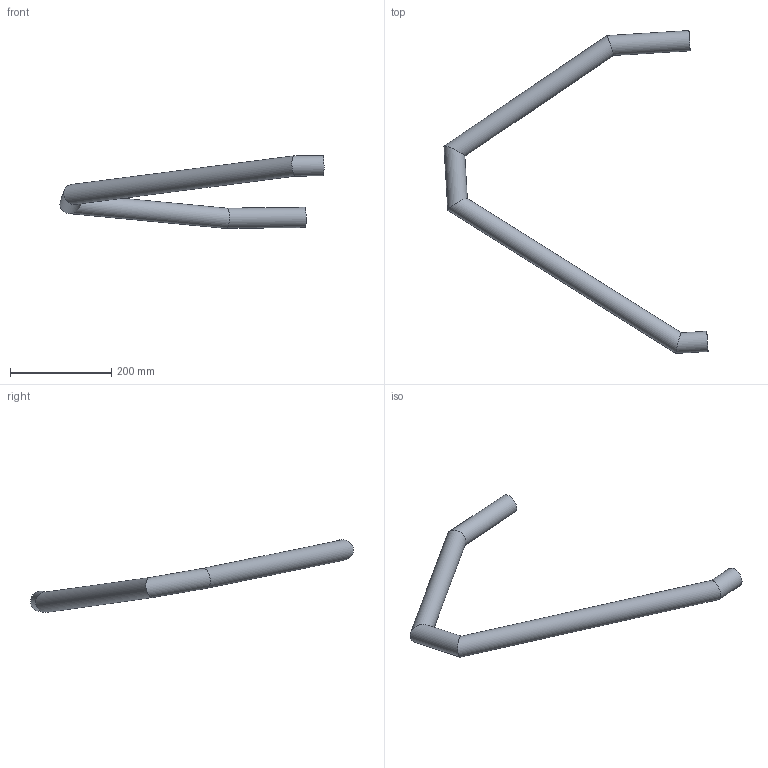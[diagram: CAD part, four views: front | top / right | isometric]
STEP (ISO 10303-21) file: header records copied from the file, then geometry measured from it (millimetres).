
FILE_DESCRIPTION(('Open CASCADE Model'),'2;1');
FILE_NAME('Open CASCADE Shape Model','2018-03-26T11:13:39',('Author'),( 'Open CASCADE'),'Open CASCADE STEP processor 6.9','Open CASCADE 6.9' ,'Unknown');
FILE_SCHEMA(('AUTOMOTIVE_DESIGN { 1 0 10303 214 1 1 1 1 }'));
Length unit declared in the file: millimetre
Products named in the file (1): Open CASCADE STEP translator 6.9 42
Bounding box: 522.07 x 638.28 x 143.95 mm (x, y, z)
Volume: 423116.3 mm3; surface area: 282775 mm2
Topology: 1 solids, 1 shells, 12 faces, 34 edges, 24 vertices
Faces by surface type: cylinder 10, plane 2
Full cylindrical faces by diameter (mm): 34 x5, 40 x5
Entity records: 1695 total; most frequent: CARTESIAN_POINT 1073, DIRECTION 99, ORIENTED_EDGE 68, PCURVE 68, DEFINITIONAL_REPRESENTATION 68, B_SPLINE_CURVE_WITH_KNOTS 50, AXIS2_PLACEMENT_3D 37, EDGE_CURVE 34
